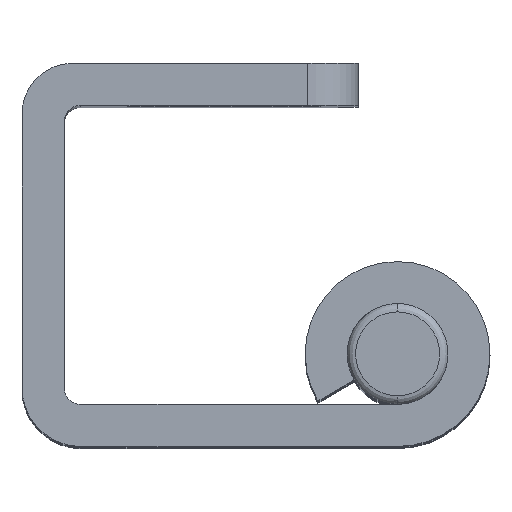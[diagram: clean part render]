
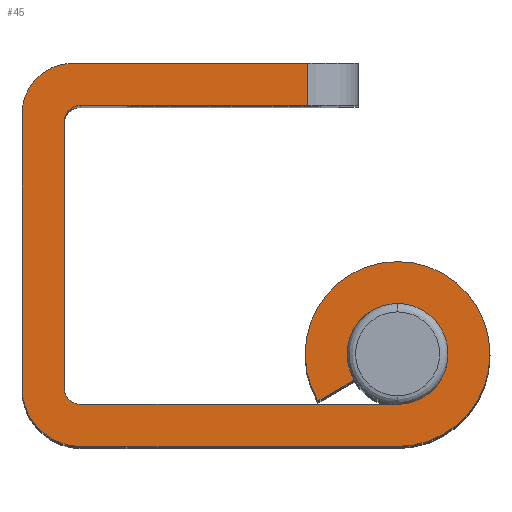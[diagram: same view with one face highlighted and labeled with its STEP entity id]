
A CAD part, top view. The second image highlights one B-rep face of the part: STEP entity #45.
In plain terms, the highlighted planar face has unit normal (0, 0, 1).
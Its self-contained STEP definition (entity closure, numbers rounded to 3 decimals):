
#45=ADVANCED_FACE('',(#169),#1903,.T.);
#169=FACE_OUTER_BOUND('',#297,.T.);
#297=EDGE_LOOP('',(#538,#539,#540,#541,#542,#543,#544,#545,#546,#547,#548,
#549,#550,#551));
#538=ORIENTED_EDGE('',*,*,#974,.F.);
#539=ORIENTED_EDGE('',*,*,#970,.F.);
#540=ORIENTED_EDGE('',*,*,#1013,.F.);
#541=ORIENTED_EDGE('',*,*,#1010,.F.);
#542=ORIENTED_EDGE('',*,*,#1001,.F.);
#543=ORIENTED_EDGE('',*,*,#1029,.F.);
#544=ORIENTED_EDGE('',*,*,#1026,.F.);
#545=ORIENTED_EDGE('',*,*,#1030,.F.);
#546=ORIENTED_EDGE('',*,*,#992,.F.);
#547=ORIENTED_EDGE('',*,*,#989,.F.);
#548=ORIENTED_EDGE('',*,*,#986,.F.);
#549=ORIENTED_EDGE('',*,*,#983,.F.);
#550=ORIENTED_EDGE('',*,*,#980,.F.);
#551=ORIENTED_EDGE('',*,*,#1091,.F.);
#970=EDGE_CURVE('',#1686,#1687,#1398,.T.);
#974=EDGE_CURVE('',#1687,#1762,#1256,.T.);
#980=EDGE_CURVE('',#1768,#1690,#1262,.T.);
#983=EDGE_CURVE('',#1690,#1692,#1400,.T.);
#986=EDGE_CURVE('',#1692,#1694,#1265,.T.);
#989=EDGE_CURVE('',#1694,#1696,#1402,.T.);
#992=EDGE_CURVE('',#1696,#1698,#1268,.T.);
#1001=EDGE_CURVE('',#1706,#1708,#1273,.T.);
#1010=EDGE_CURVE('',#1708,#1718,#1406,.T.);
#1013=EDGE_CURVE('',#1718,#1686,#1280,.T.);
#1026=EDGE_CURVE('',#1728,#1729,#1289,.T.);
#1029=EDGE_CURVE('',#1729,#1706,#1411,.T.);
#1030=EDGE_CURVE('',#1698,#1728,#1412,.T.);
#1091=EDGE_CURVE('',#1762,#1768,#1325,.T.);
#1256=B_SPLINE_CURVE_WITH_KNOTS('',1,(#2914,#2915),.UNSPECIFIED.,.F.,.F.,
(2,2),(-317.545,-303.545),.UNSPECIFIED.);
#1262=B_SPLINE_CURVE_WITH_KNOTS('',1,(#2926,#2927),.UNSPECIFIED.,.F.,.F.,
(2,2),(-295.045,-281.545),.UNSPECIFIED.);
#1265=B_SPLINE_CURVE_WITH_KNOTS('',1,(#2940,#2941),.UNSPECIFIED.,.F.,.F.,
(2,2),(-279.974,-264.174),.UNSPECIFIED.);
#1268=B_SPLINE_CURVE_WITH_KNOTS('',1,(#2954,#2955),.UNSPECIFIED.,.F.,.F.,
(2,2),(-262.604,-243.754),.UNSPECIFIED.);
#1273=B_SPLINE_CURVE_WITH_KNOTS('',1,(#2974,#2975),.UNSPECIFIED.,.F.,.F.,
(2,2),(-196.665,-177.815),.UNSPECIFIED.);
#1280=B_SPLINE_CURVE_WITH_KNOTS('',1,(#3000,#3001),.UNSPECIFIED.,.F.,.F.,
(2,2),(-172.317,-156.017),.UNSPECIFIED.);
#1289=B_SPLINE_CURVE_WITH_KNOTS('',1,(#3029,#3030),.UNSPECIFIED.,.F.,.F.,
(2,2),(-228.016,-225.516),.UNSPECIFIED.);
#1325=B_SPLINE_CURVE_WITH_KNOTS('',1,(#3186,#3187),.UNSPECIFIED.,.F.,.F.,
(2,2),(0.,2.5),.UNSPECIFIED.);
#1398=TRIMMED_CURVE($,#1542,(#2905),(#2906),.T.,.CARTESIAN.);
#1400=TRIMMED_CURVE($,#1544,(#2933),(#2934),.T.,.CARTESIAN.);
#1402=TRIMMED_CURVE($,#1546,(#2947),(#2948),.T.,.CARTESIAN.);
#1406=TRIMMED_CURVE($,#1550,(#2993),(#2994),.T.,.CARTESIAN.);
#1411=TRIMMED_CURVE($,#1555,(#3036),(#3037),.T.,.CARTESIAN.);
#1412=TRIMMED_CURVE($,#1556,(#3039),(#3040),.T.,.CARTESIAN.);
#1542=CIRCLE('',#2114,3.);
#1544=CIRCLE('',#2116,1.);
#1546=CIRCLE('',#2118,1.);
#1550=CIRCLE('',#2122,3.5);
#1555=CIRCLE('',#2127,5.5);
#1556=CIRCLE('',#2128,3.);
#1686=VERTEX_POINT('',#2808);
#1687=VERTEX_POINT('',#2809);
#1690=VERTEX_POINT('',#2812);
#1692=VERTEX_POINT('',#2814);
#1694=VERTEX_POINT('',#2816);
#1696=VERTEX_POINT('',#2818);
#1698=VERTEX_POINT('',#2820);
#1706=VERTEX_POINT('',#2828);
#1708=VERTEX_POINT('',#2830);
#1718=VERTEX_POINT('',#2840);
#1728=VERTEX_POINT('',#2850);
#1729=VERTEX_POINT('',#2851);
#1762=VERTEX_POINT('',#2884);
#1768=VERTEX_POINT('',#2890);
#1903=PLANE('',#2089);
#2089=AXIS2_PLACEMENT_3D('',#2703,#2324,$);
#2114=AXIS2_PLACEMENT_3D($,#2904,#2349,#2350);
#2116=AXIS2_PLACEMENT_3D($,#2932,#2353,#2354);
#2118=AXIS2_PLACEMENT_3D($,#2946,#2357,#2358);
#2122=AXIS2_PLACEMENT_3D($,#2992,#2365,#2366);
#2127=AXIS2_PLACEMENT_3D($,#3035,#2375,#2376);
#2128=AXIS2_PLACEMENT_3D($,#3038,#2377,#2378);
#2324=DIRECTION('',(0.,0.,1.));
#2349=DIRECTION('',(0.,0.,-1.));
#2350=DIRECTION('',(-1.,0.,0.));
#2353=DIRECTION('',(0.,0.,1.));
#2354=DIRECTION('',(0.,1.,0.));
#2357=DIRECTION('',(0.,0.,1.));
#2358=DIRECTION('',(-1.,0.,0.));
#2365=DIRECTION('',(0.,0.,-1.));
#2366=DIRECTION('',(0.,-1.,0.));
#2375=DIRECTION('',(0.,0.,-1.));
#2376=DIRECTION('',(-0.861,-0.508,0.));
#2377=DIRECTION('',(0.,0.,1.));
#2378=DIRECTION('',(0.,-1.,0.));
#2703=CARTESIAN_POINT('',(8.979,23.333,42.503));
#2808=CARTESIAN_POINT('',(-22.352,45.983,42.503));
#2809=CARTESIAN_POINT('',(-19.352,48.983,42.503));
#2812=CARTESIAN_POINT('',(-18.852,46.483,42.503));
#2814=CARTESIAN_POINT('',(-19.852,45.483,42.503));
#2816=CARTESIAN_POINT('',(-19.852,29.683,42.503));
#2818=CARTESIAN_POINT('',(-18.852,28.683,42.503));
#2820=CARTESIAN_POINT('',(-0.002,28.683,42.503));
#2828=CARTESIAN_POINT('',(-0.002,26.183,42.503));
#2830=CARTESIAN_POINT('',(-18.852,26.183,42.503));
#2840=CARTESIAN_POINT('',(-22.352,29.683,42.503));
#2850=CARTESIAN_POINT('',(-2.586,30.158,42.503));
#2851=CARTESIAN_POINT('',(-4.738,28.887,42.503));
#2884=CARTESIAN_POINT('',(-5.352,48.983,42.503));
#2890=CARTESIAN_POINT('',(-5.352,46.483,42.503));
#2904=CARTESIAN_POINT('',(-19.352,45.983,42.503));
#2905=CARTESIAN_POINT('',(-22.352,45.983,42.503));
#2906=CARTESIAN_POINT('',(-19.352,48.983,42.503));
#2914=CARTESIAN_POINT('',(-19.352,48.983,42.503));
#2915=CARTESIAN_POINT('',(-5.352,48.983,42.503));
#2926=CARTESIAN_POINT('',(-5.352,46.483,42.503));
#2927=CARTESIAN_POINT('',(-18.852,46.483,42.503));
#2932=CARTESIAN_POINT('',(-18.852,45.483,42.503));
#2933=CARTESIAN_POINT('',(-18.852,46.483,42.503));
#2934=CARTESIAN_POINT('',(-19.852,45.483,42.503));
#2940=CARTESIAN_POINT('',(-19.852,45.483,42.503));
#2941=CARTESIAN_POINT('',(-19.852,29.683,42.503));
#2946=CARTESIAN_POINT('',(-18.852,29.683,42.503));
#2947=CARTESIAN_POINT('',(-19.852,29.683,42.503));
#2948=CARTESIAN_POINT('',(-18.852,28.683,42.503));
#2954=CARTESIAN_POINT('',(-18.852,28.683,42.503));
#2955=CARTESIAN_POINT('',(-0.002,28.683,42.503));
#2974=CARTESIAN_POINT('',(-0.002,26.183,42.503));
#2975=CARTESIAN_POINT('',(-18.852,26.183,42.503));
#2992=CARTESIAN_POINT('',(-18.852,29.683,42.503));
#2993=CARTESIAN_POINT('',(-18.852,26.183,42.503));
#2994=CARTESIAN_POINT('',(-22.352,29.683,42.503));
#3000=CARTESIAN_POINT('',(-22.352,29.683,42.503));
#3001=CARTESIAN_POINT('',(-22.352,45.983,42.503));
#3029=CARTESIAN_POINT('',(-2.586,30.158,42.503));
#3030=CARTESIAN_POINT('',(-4.738,28.887,42.503));
#3035=CARTESIAN_POINT('',(-0.002,31.683,42.503));
#3036=CARTESIAN_POINT('',(-4.738,28.887,42.503));
#3037=CARTESIAN_POINT('',(-0.002,26.183,42.503));
#3038=CARTESIAN_POINT('',(-0.002,31.683,42.503));
#3039=CARTESIAN_POINT('',(-0.002,28.683,42.503));
#3040=CARTESIAN_POINT('',(-2.586,30.158,42.503));
#3186=CARTESIAN_POINT('',(-5.352,48.983,42.503));
#3187=CARTESIAN_POINT('',(-5.352,46.483,42.503));
